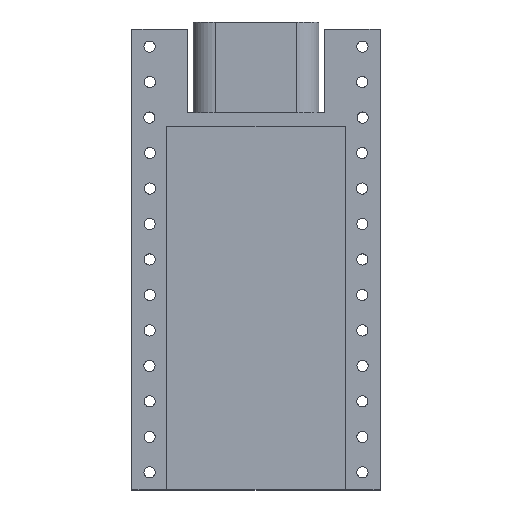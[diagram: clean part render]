
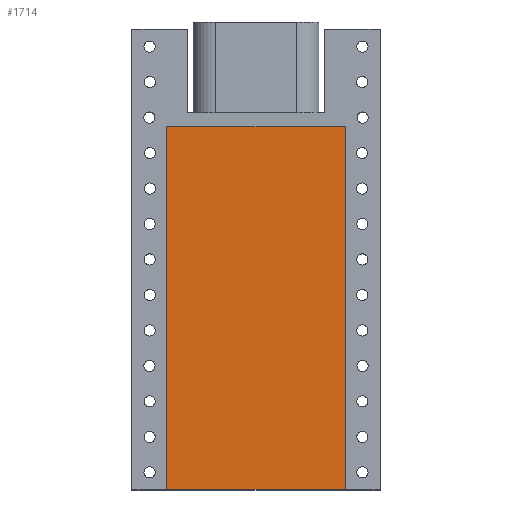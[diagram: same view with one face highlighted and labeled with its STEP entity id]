
A CAD part, top view. The second image highlights one B-rep face of the part: STEP entity #1714.
In plain terms, the highlighted planar face has unit normal (0, 0, 1).
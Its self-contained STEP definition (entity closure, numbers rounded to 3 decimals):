
#1629 = VERTEX_POINT('',#1630);
#1630 = CARTESIAN_POINT('',(15.28,0.,2.7));
#1636 = EDGE_CURVE('',#1629,#1637,#1639,.T.);
#1637 = VERTEX_POINT('',#1638);
#1638 = CARTESIAN_POINT('',(15.28,26.,2.7));
#1639 = LINE('',#1640,#1641);
#1640 = CARTESIAN_POINT('',(15.28,13.5,2.7));
#1641 = VECTOR('',#1642,1.);
#1642 = DIRECTION('',(0.,1.,0.));
#1660 = EDGE_CURVE('',#1637,#1661,#1663,.T.);
#1661 = VERTEX_POINT('',#1662);
#1662 = CARTESIAN_POINT('',(2.5,26.,2.7));
#1663 = LINE('',#1664,#1665);
#1664 = CARTESIAN_POINT('',(13.535,26.,2.7));
#1665 = VECTOR('',#1666,1.);
#1666 = DIRECTION('',(-1.,0.,0.));
#1684 = EDGE_CURVE('',#1661,#1685,#1687,.T.);
#1685 = VERTEX_POINT('',#1686);
#1686 = CARTESIAN_POINT('',(2.5,0.,2.7));
#1687 = LINE('',#1688,#1689);
#1688 = CARTESIAN_POINT('',(2.5,26.5,2.7));
#1689 = VECTOR('',#1690,1.);
#1690 = DIRECTION('',(0.,-1.,0.));
#1714 = ADVANCED_FACE('',(#1715),#1726,.T.);
#1715 = FACE_BOUND('',#1716,.T.);
#1716 = EDGE_LOOP('',(#1717,#1718,#1724,#1725));
#1717 = ORIENTED_EDGE('',*,*,#1684,.T.);
#1718 = ORIENTED_EDGE('',*,*,#1719,.T.);
#1719 = EDGE_CURVE('',#1685,#1629,#1720,.T.);
#1720 = LINE('',#1721,#1722);
#1721 = CARTESIAN_POINT('',(7.145,0.,2.7));
#1722 = VECTOR('',#1723,1.);
#1723 = DIRECTION('',(1.,0.,0.));
#1724 = ORIENTED_EDGE('',*,*,#1636,.T.);
#1725 = ORIENTED_EDGE('',*,*,#1660,.T.);
#1726 = PLANE('',#1727);
#1727 = AXIS2_PLACEMENT_3D('',#1728,#1729,#1730);
#1728 = CARTESIAN_POINT('',(11.79,27.,2.7));
#1729 = DIRECTION('',(0.,0.,1.));
#1730 = DIRECTION('',(-1.,0.,0.));
